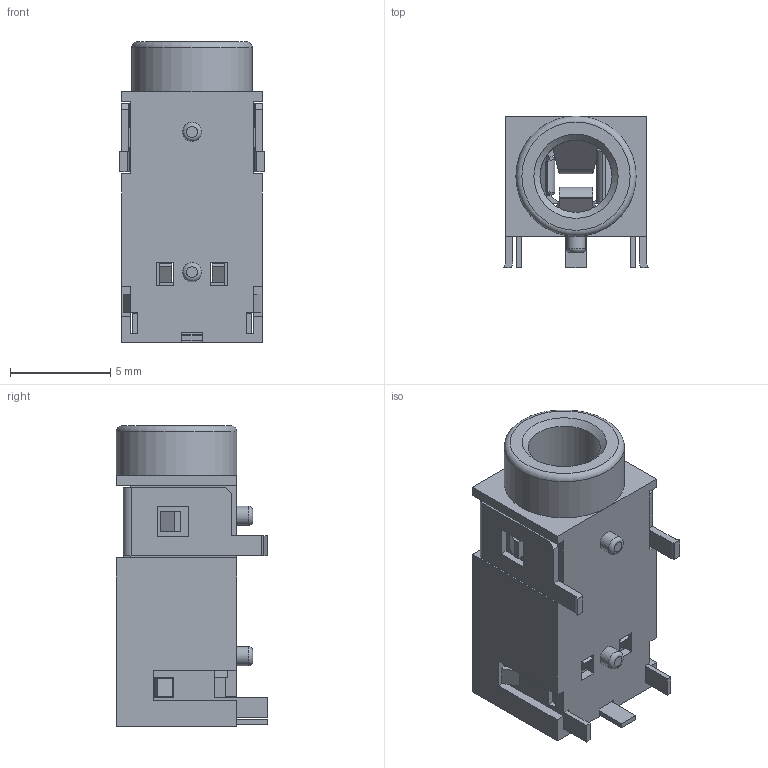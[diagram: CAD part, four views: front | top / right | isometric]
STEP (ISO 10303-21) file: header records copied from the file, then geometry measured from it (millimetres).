
FILE_DESCRIPTION(/* description */ (''),/* implementation_level */ '2;1');
FILE_NAME(/* name */ 'Microphone Plug_ RPi4ModelB_ipt_82b9ab2c.STEP',/* time_stamp */ '2024-05-28T14:29:27+01:00',/* author */ ('rlndo'),/* organization */ (''),/* preprocessor_version */ 'ST-DEVELOPER v16.13',/* originating_system */ 'Autodesk Inventor 2018',/* authorisation */ '');
FILE_SCHEMA (('AUTOMOTIVE_DESIGN { 1 0 10303 214 3 1 1 }'));
Length unit declared in the file: millimetre
Products named in the file (1): Microphone Plug, RPi4ModelB
Bounding box: 7.23 x 7.55 x 15 mm (x, y, z)
Volume: 331.2 mm3; surface area: 1169.1 mm2
Topology: 5 solids, 5 shells, 310 faces, 849 edges, 545 vertices
Faces by surface type: plane 235, cylinder 53, bspline 18, torus 3, cone 1
Full cylindrical faces by diameter (mm): 0.95 x2, 3.6 x1, 6 x1
Entity records: 10362 total; most frequent: CARTESIAN_POINT 2508, ORIENTED_EDGE 1680, DIRECTION 1481, EDGE_CURVE 840, LINE 729, VECTOR 729, VERTEX_POINT 544, AXIS2_PLACEMENT_3D 376
